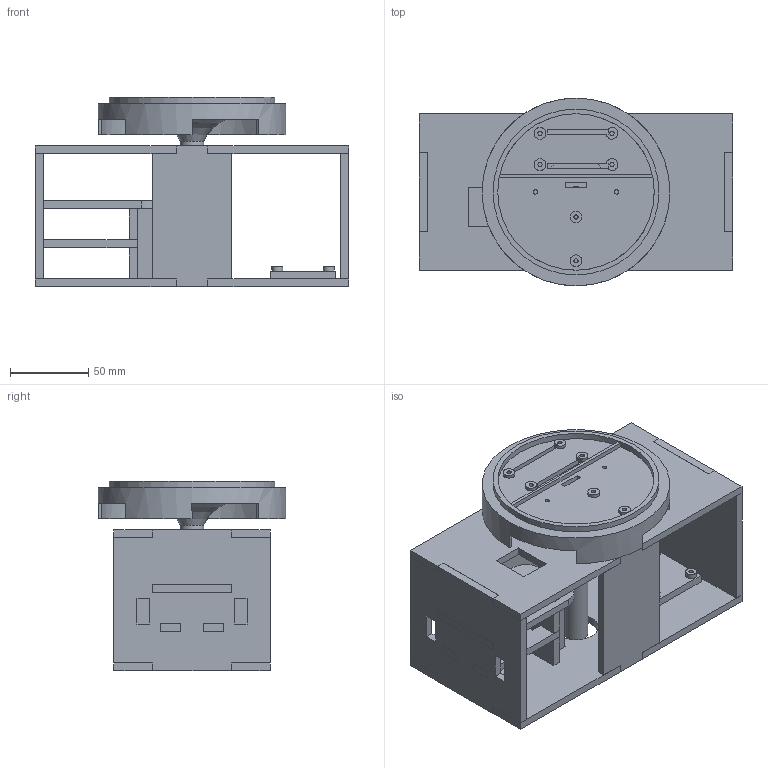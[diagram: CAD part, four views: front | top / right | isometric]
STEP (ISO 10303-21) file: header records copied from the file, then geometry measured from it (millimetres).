
FILE_DESCRIPTION(/* description */ (''),/* implementation_level */ '2;1');
FILE_NAME(/* name */ 'assembly_acrylic v1.step',/* time_stamp */ '2025-07-20T18:17:55+05:30',/* author */ (''),/* organization */ (''),/* preprocessor_version */ 'ST-DEVELOPER v20.1',/* originating_system */ 'Autodesk Translation Framework v14.10.0.0',/* authorisation */ '');
FILE_SCHEMA (('AUTOMOTIVE_DESIGN { 1 0 10303 214 3 1 1 }'));
Length unit declared in the file: millimetre
Products named in the file (4): assembly_acrylic; case_acrylic; tee; 32th GT2 pulley
Assembly tree (3 placements, depth 2):
  assembly_acrylic
    case_acrylic
    tee
    32th GT2 pulley
Bounding box: 200 x 120 x 121.04 mm (x, y, z)
Volume: 506254.3 mm3; surface area: 230525 mm2
Topology: 22 solids, 22 shells, 510 faces, 1362 edges, 904 vertices
Faces by surface type: plane 316, cylinder 193, bspline 1
Full cylindrical faces by diameter (mm): 2.7 x25, 5 x6, 7 x5, 7.5 x4, 15 x2, 28.3 x2, 100 x1, 106 x3, 116 x2, 120 x1
Entity records: 16275 total; most frequent: CARTESIAN_POINT 2831, DIRECTION 2811, ORIENTED_EDGE 2724, EDGE_CURVE 1362, LINE 943, VECTOR 943, AXIS2_PLACEMENT_3D 934, VERTEX_POINT 904
